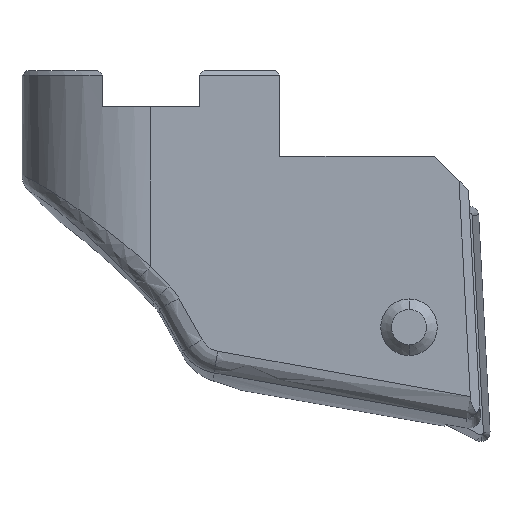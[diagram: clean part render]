
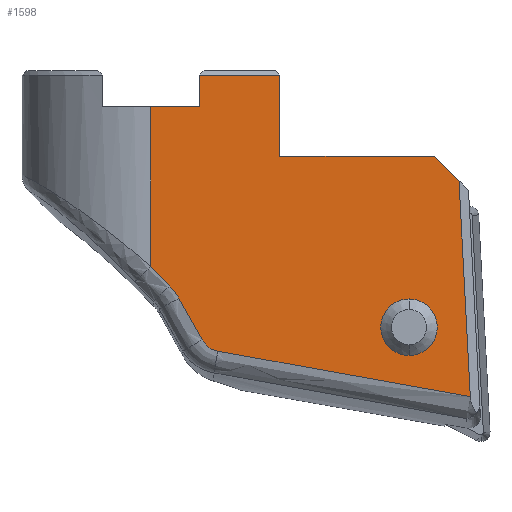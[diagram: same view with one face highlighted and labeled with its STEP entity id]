
A CAD part, top view. The second image highlights one B-rep face of the part: STEP entity #1598.
In plain terms, the highlighted planar face has unit normal (0, 0, 1).
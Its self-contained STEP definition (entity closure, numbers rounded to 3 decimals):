
#624=VERTEX_POINT('NONE',#1786);
#654=VERTEX_POINT('NONE',#1818);
#698=VERTEX_POINT('NONE',#1868);
#718=EDGE_CURVE('NONE',#624,#654,#1890,.F.);
#758=VERTEX_POINT('NONE',#1936);
#776=VERTEX_POINT('NONE',#1956);
#800=VERTEX_POINT('NONE',#1982);
#918=VERTEX_POINT('NONE',#2113);
#936=EDGE_CURVE('NONE',#654,#800,#2132,.F.);
#986=VERTEX_POINT('NONE',#2188);
#1022=EDGE_CURVE('NONE',#1546,#624,#2227,.F.);
#1140=EDGE_CURVE('NONE',#1632,#1466,#2362,.F.);
#1242=EDGE_CURVE('NONE',#1656,#698,#2469,.F.);
#1250=EDGE_CURVE('NONE',#1546,#776,#2479,.T.);
#1264=EDGE_CURVE('NONE',#1466,#986,#2493,.T.);
#1318=EDGE_CURVE('NONE',#918,#776,#2551,.F.);
#1340=EDGE_CURVE('NONE',#1366,#1354,#2579,.T.);
#1354=VERTEX_POINT('NONE',#2594);
#1366=VERTEX_POINT('NONE',#2609);
#1420=EDGE_CURVE('NONE',#758,#1610,#2672,.F.);
#1466=VERTEX_POINT('NONE',#2720);
#1484=EDGE_CURVE('NONE',#1656,#758,#2739,.T.);
#1546=VERTEX_POINT('NONE',#2810);
#1598=ADVANCED_FACE('NONE',(#2871,#2872),#2873,.F.);
#1610=VERTEX_POINT('NONE',#2885);
#1614=EDGE_CURVE('NONE',#1610,#1632,#2889,.F.);
#1622=EDGE_CURVE('NONE',#698,#918,#2897,.F.);
#1628=EDGE_CURVE('NONE',#1354,#1366,#2903,.F.);
#1630=EDGE_CURVE('NONE',#986,#800,#2905,.T.);
#1632=VERTEX_POINT('NONE',#2907);
#1656=VERTEX_POINT('NONE',#2932);
#1786=CARTESIAN_POINT('',(5.7,-3.8,5.7));
#1818=CARTESIAN_POINT('',(12.549,-3.8,5.7));
#1868=CARTESIAN_POINT('',(0.,-1.6,5.7));
#1890=LINE('',#4286,#4287);
#1936=CARTESIAN_POINT('',(0.837,-9.532,5.7));
#1956=CARTESIAN_POINT('',(2.15,-0.2,5.7));
#1982=CARTESIAN_POINT('',(13.627,-4.877,5.7));
#2113=CARTESIAN_POINT('',(2.15,-1.6,5.7));
#2132=LINE('',#5495,#5496);
#2188=CARTESIAN_POINT('',(14.127,-14.427,5.7));
#2227=LINE('',#5639,#5640);
#2362=B_SPLINE_CURVE_WITH_KNOTS('',3,(#5835,#5836,#5837,#5838,#5839,#5840,#5841,#5842,#5843,#5844),.UNSPECIFIED.,.F.,.F.,(4,3,3,4),(0.0,0.53,0.831,1.0),.UNSPECIFIED.);
#2469=LINE('',#6075,#6076);
#2479=LINE('',#6086,#6087);
#2493=B_SPLINE_CURVE_WITH_KNOTS('',3,(#6127,#6128,#6129,#6130),.UNSPECIFIED.,.F.,.F.,(4,4),(0.029,0.04),.UNSPECIFIED.);
#2551=LINE('',#6227,#6228);
#2579=CIRCLE('',#6817,1.0);
#2594=CARTESIAN_POINT('',(11.365,-10.355,5.7));
#2609=CARTESIAN_POINT('',(11.47,-12.352,5.7));
#2672=B_SPLINE_CURVE_WITH_KNOTS('',3,(#7013,#7014,#7015,#7016),.UNSPECIFIED.,.F.,.F.,(4,4),(0.0,1.0),.UNSPECIFIED.);
#2720=CARTESIAN_POINT('',(2.965,-12.414,5.7));
#2739=B_SPLINE_CURVE_WITH_KNOTS('',3,(#7203,#7204,#7205,#7206),.UNSPECIFIED.,.F.,.F.,(4,4),(0.0,0.001),.UNSPECIFIED.);
#2810=CARTESIAN_POINT('',(5.7,-0.2,5.7));
#2871=FACE_OUTER_BOUND('',#9525,.T.);
#2872=FACE_BOUND('',#9526,.T.);
#2873=PLANE('',#9527);
#2885=CARTESIAN_POINT('',(1.235,-10.067,5.7));
#2889=B_SPLINE_CURVE_WITH_KNOTS('',3,(#9551,#9552,#9553,#9554),.UNSPECIFIED.,.F.,.F.,(4,4),(0.0,1.0),.UNSPECIFIED.);
#2897=LINE('',#9574,#9575);
#2903=CIRCLE('',#9593,1.0);
#2905=LINE('',#9596,#9597);
#2907=CARTESIAN_POINT('',(2.273,-11.917,5.7));
#2932=CARTESIAN_POINT('',(0.,-8.665,5.7));
#4286=CARTESIAN_POINT('',(2.85,-3.8,5.7));
#4287=VECTOR('',#9949,1.0);
#5495=CARTESIAN_POINT('',(13.462,-4.713,5.7));
#5496=VECTOR('',#10225,1.0);
#5639=CARTESIAN_POINT('',(5.7,-10.0,5.7));
#5640=VECTOR('',#10327,1.0);
#5835=CARTESIAN_POINT('',(2.965,-12.414,5.7));
#5836=CARTESIAN_POINT('',(2.812,-12.386,5.7));
#5837=CARTESIAN_POINT('',(2.666,-12.321,5.7));
#5838=CARTESIAN_POINT('',(2.542,-12.227,5.7));
#5839=CARTESIAN_POINT('',(2.472,-12.174,5.7));
#5840=CARTESIAN_POINT('',(2.409,-12.11,5.7));
#5841=CARTESIAN_POINT('',(2.354,-12.041,5.7));
#5842=CARTESIAN_POINT('',(2.324,-12.001,5.7));
#5843=CARTESIAN_POINT('',(2.297,-11.96,5.7));
#5844=CARTESIAN_POINT('',(2.273,-11.917,5.7));
#6075=CARTESIAN_POINT('',(0.,-20.0,5.7));
#6076=VECTOR('',#10614,1.0);
#6086=CARTESIAN_POINT('',(0.,-0.2,5.7));
#6087=VECTOR('',#10630,1.0);
#6127=CARTESIAN_POINT('',(2.965,-12.414,5.7));
#6128=CARTESIAN_POINT('',(6.686,-13.086,5.7));
#6129=CARTESIAN_POINT('',(10.406,-13.757,5.7));
#6130=CARTESIAN_POINT('',(14.127,-14.427,5.7));
#6227=CARTESIAN_POINT('',(2.15,-10.0,5.7));
#6228=VECTOR('',#10697,1.0);
#6817=AXIS2_PLACEMENT_3D('',#10741,#10742,#10743);
#7013=CARTESIAN_POINT('',(1.235,-10.067,5.7));
#7014=CARTESIAN_POINT('',(1.126,-9.872,5.7));
#7015=CARTESIAN_POINT('',(0.992,-9.692,5.7));
#7016=CARTESIAN_POINT('',(0.837,-9.532,5.7));
#7203=CARTESIAN_POINT('',(0.,-8.665,5.7));
#7204=CARTESIAN_POINT('',(0.279,-8.954,5.7));
#7205=CARTESIAN_POINT('',(0.558,-9.243,5.7));
#7206=CARTESIAN_POINT('',(0.837,-9.532,5.7));
#9525=EDGE_LOOP('',(#11126,#11127,#11128,#11129,#11130,#11131,#11132,#11133,#11134,#11135,#11136,#11137,#11138));
#9526=EDGE_LOOP('',(#11139,#11140));
#9527=AXIS2_PLACEMENT_3D('',#11141,#11142,#11143);
#9551=CARTESIAN_POINT('',(2.273,-11.917,5.7));
#9552=CARTESIAN_POINT('',(1.926,-11.3,5.7));
#9553=CARTESIAN_POINT('',(1.58,-10.684,5.7));
#9554=CARTESIAN_POINT('',(1.235,-10.067,5.7));
#9574=CARTESIAN_POINT('',(1.075,-1.6,5.7));
#9575=VECTOR('',#11158,1.0);
#9593=AXIS2_PLACEMENT_3D('',#11162,#11163,#11164);
#9596=CARTESIAN_POINT('',(14.38,-19.246,5.7));
#9597=VECTOR('',#11165,1.0);
#9949=DIRECTION('',(-1.0,0.,0.));
#10225=DIRECTION('',(-0.707,0.707,0.));
#10327=DIRECTION('',(0.,1.0,0.));
#10614=DIRECTION('',(0.0,-1.0,0.0));
#10630=DIRECTION('',(-1.0,0.,0.));
#10697=DIRECTION('',(0.,-1.0,0.));
#10741=CARTESIAN_POINT('',(11.417,-11.354,5.7));
#10742=DIRECTION('',(0.,0.,1.0));
#10743=DIRECTION('',(0.052,-0.999,0.));
#11126=ORIENTED_EDGE('',*,*,#1022,.F.);
#11127=ORIENTED_EDGE('',*,*,#1250,.T.);
#11128=ORIENTED_EDGE('',*,*,#1318,.F.);
#11129=ORIENTED_EDGE('',*,*,#1622,.F.);
#11130=ORIENTED_EDGE('',*,*,#1242,.F.);
#11131=ORIENTED_EDGE('',*,*,#1484,.T.);
#11132=ORIENTED_EDGE('',*,*,#1420,.T.);
#11133=ORIENTED_EDGE('',*,*,#1614,.T.);
#11134=ORIENTED_EDGE('',*,*,#1140,.T.);
#11135=ORIENTED_EDGE('',*,*,#1264,.T.);
#11136=ORIENTED_EDGE('',*,*,#1630,.T.);
#11137=ORIENTED_EDGE('',*,*,#936,.F.);
#11138=ORIENTED_EDGE('',*,*,#718,.F.);
#11139=ORIENTED_EDGE('',*,*,#1340,.F.);
#11140=ORIENTED_EDGE('',*,*,#1628,.F.);
#11141=CARTESIAN_POINT('',(0.,-20.0,5.7));
#11142=DIRECTION('',(0.,0.0,-1.0));
#11143=DIRECTION('',(-1.0,-0.0,0.));
#11158=DIRECTION('',(-1.0,0.,0.));
#11162=CARTESIAN_POINT('',(11.417,-11.354,5.7));
#11163=DIRECTION('',(0.,0.,-1.0));
#11164=DIRECTION('',(0.052,-0.999,0.));
#11165=DIRECTION('',(-0.052,0.999,0.));
